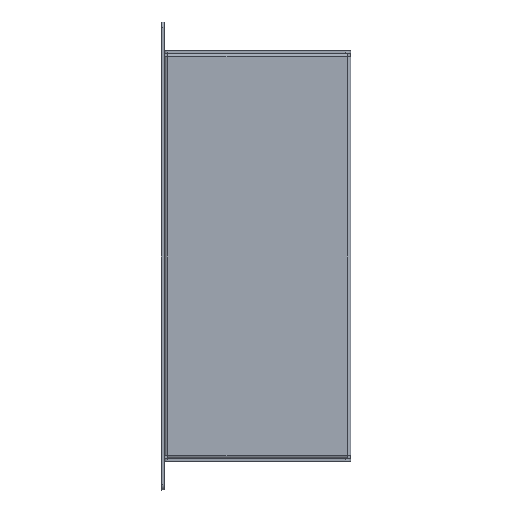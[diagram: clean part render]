
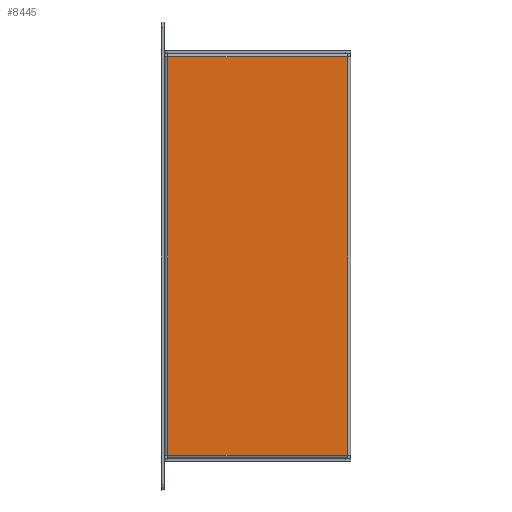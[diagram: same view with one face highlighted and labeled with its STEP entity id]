
A CAD part, front view. The second image highlights one B-rep face of the part: STEP entity #8445.
In plain terms, the highlighted planar face has unit normal (0, -1, 0).
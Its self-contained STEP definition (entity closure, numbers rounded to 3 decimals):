
#540=LINE('',#12686,#1273);
#548=LINE('',#12711,#1281);
#556=LINE('',#12734,#1289);
#564=LINE('',#12760,#1297);
#1273=VECTOR('',#10458,10.);
#1281=VECTOR('',#10492,10.);
#1289=VECTOR('',#10520,10.);
#1297=VECTOR('',#10564,10.);
#1846=PLANE('',#9165);
#2370=FACE_OUTER_BOUND('',#2943,.T.);
#2943=EDGE_LOOP('',(#6598,#6599,#6600,#6601));
#3972=VERTEX_POINT('',#12683);
#3973=VERTEX_POINT('',#12685);
#3977=VERTEX_POINT('',#12710);
#3982=VERTEX_POINT('',#12732);
#4901=EDGE_CURVE('',#3973,#3972,#540,.T.);
#4914=EDGE_CURVE('',#3977,#3973,#548,.T.);
#4927=EDGE_CURVE('',#3972,#3982,#556,.T.);
#4940=EDGE_CURVE('',#3982,#3977,#564,.T.);
#6598=ORIENTED_EDGE('',*,*,#4901,.T.);
#6599=ORIENTED_EDGE('',*,*,#4927,.T.);
#6600=ORIENTED_EDGE('',*,*,#4940,.T.);
#6601=ORIENTED_EDGE('',*,*,#4914,.T.);
#8445=ADVANCED_FACE('',(#2370),#1846,.F.);
#9165=AXIS2_PLACEMENT_3D('',#12762,#10567,#10568);
#10458=DIRECTION('',(0.,0.,-1.));
#10492=DIRECTION('',(-1.,0.,0.));
#10520=DIRECTION('',(1.,0.,0.));
#10564=DIRECTION('',(0.,0.,1.));
#10567=DIRECTION('center_axis',(0.,1.,0.));
#10568=DIRECTION('ref_axis',(0.,0.,1.));
#12683=CARTESIAN_POINT('',(-31.325,0.,-69.4));
#12685=CARTESIAN_POINT('',(-31.325,0.,69.4));
#12686=CARTESIAN_POINT('',(-31.325,0.,34.7));
#12710=CARTESIAN_POINT('',(31.325,0.,69.4));
#12711=CARTESIAN_POINT('',(15.663,0.,69.4));
#12732=CARTESIAN_POINT('',(31.325,0.,-69.4));
#12734=CARTESIAN_POINT('',(-16.213,0.,-69.4));
#12760=CARTESIAN_POINT('',(31.325,0.,-35.25));
#12762=CARTESIAN_POINT('Origin',(0.,0.,0.));
